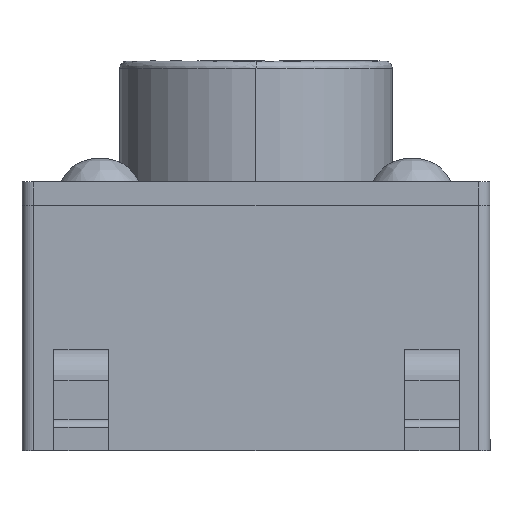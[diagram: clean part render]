
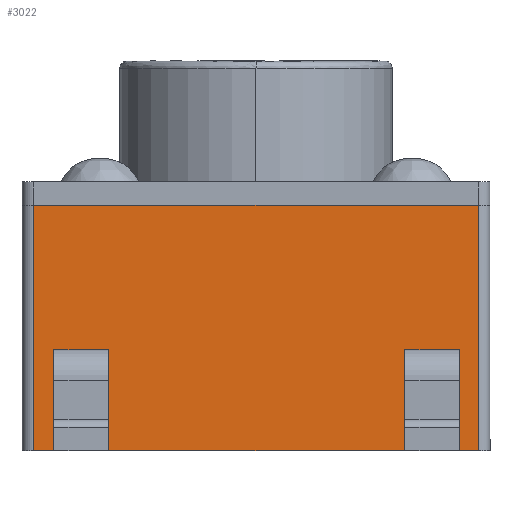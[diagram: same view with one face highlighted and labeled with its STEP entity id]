
A CAD part, left-side view. The second image highlights one B-rep face of the part: STEP entity #3022.
In plain terms, the highlighted planar face has unit normal (-1, 0, 0).
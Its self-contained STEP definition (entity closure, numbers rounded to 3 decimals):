
#217 = CARTESIAN_POINT ( 'NONE',  ( -3., -2.85, 0. ) ) ;
#260 = EDGE_CURVE ( 'NONE', #1400, #456, #3228, .T. ) ;
#280 = LINE ( 'NONE', #217, #2077 ) ;
#456 = VERTEX_POINT ( 'NONE', #4076 ) ;
#598 = EDGE_CURVE ( 'NONE', #3828, #1400, #4188, .T. ) ;
#685 = DIRECTION ( 'NONE',  ( 0., 1., 0. ) ) ;
#703 = EDGE_CURVE ( 'NONE', #1935, #3828, #280, .T. ) ;
#773 = CARTESIAN_POINT ( 'NONE',  ( -3., -2.85, 3.15 ) ) ;
#786 = AXIS2_PLACEMENT_3D ( 'NONE', #1573, #3972, #1946 ) ;
#1216 = CARTESIAN_POINT ( 'NONE',  ( -3., 0., 3.15 ) ) ;
#1400 = VERTEX_POINT ( 'NONE', #2616 ) ;
#1573 = CARTESIAN_POINT ( 'NONE',  ( -3., 0., 0. ) ) ;
#1608 = EDGE_LOOP ( 'NONE', ( #4014, #3886, #3470, #2360 ) ) ;
#1835 = FACE_OUTER_BOUND ( 'NONE', #1608, .T. ) ;
#1838 = VECTOR ( 'NONE', #2101, 1000. ) ;
#1935 = VERTEX_POINT ( 'NONE', #3593 ) ;
#1946 = DIRECTION ( 'NONE',  ( 0., 0., 1. ) ) ;
#2077 = VECTOR ( 'NONE', #3168, 1000. ) ;
#2101 = DIRECTION ( 'NONE',  ( 0., -1., 0. ) ) ;
#2211 = CARTESIAN_POINT ( 'NONE',  ( -3., 2.85, 0. ) ) ;
#2333 = VECTOR ( 'NONE', #3606, 1000. ) ;
#2360 = ORIENTED_EDGE ( 'NONE', *, *, #2362, .T. ) ;
#2362 = EDGE_CURVE ( 'NONE', #456, #1935, #2523, .T. ) ;
#2385 = VECTOR ( 'NONE', #685, 1000. ) ;
#2523 = LINE ( 'NONE', #3476, #1838 ) ;
#2616 = CARTESIAN_POINT ( 'NONE',  ( -3., 2.85, 3.15 ) ) ;
#3022 = ADVANCED_FACE ( 'NONE', ( #1835 ), #3280, .T. ) ;
#3168 = DIRECTION ( 'NONE',  ( 0., 0., 1. ) ) ;
#3228 = LINE ( 'NONE', #2211, #2333 ) ;
#3280 = PLANE ( 'NONE',  #786 ) ;
#3470 = ORIENTED_EDGE ( 'NONE', *, *, #260, .T. ) ;
#3476 = CARTESIAN_POINT ( 'NONE',  ( -3., 0., 0. ) ) ;
#3593 = CARTESIAN_POINT ( 'NONE',  ( -3., -2.85, 0. ) ) ;
#3606 = DIRECTION ( 'NONE',  ( 0., 0., -1. ) ) ;
#3828 = VERTEX_POINT ( 'NONE', #773 ) ;
#3886 = ORIENTED_EDGE ( 'NONE', *, *, #598, .T. ) ;
#3972 = DIRECTION ( 'NONE',  ( -1., 0., 0. ) ) ;
#4014 = ORIENTED_EDGE ( 'NONE', *, *, #703, .T. ) ;
#4076 = CARTESIAN_POINT ( 'NONE',  ( -3., 2.85, 0. ) ) ;
#4188 = LINE ( 'NONE', #1216, #2385 ) ;
